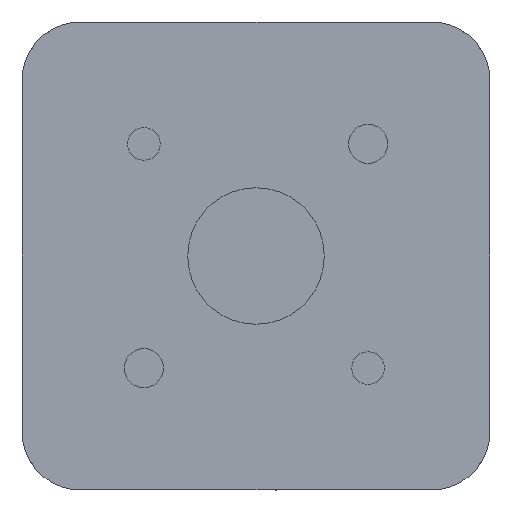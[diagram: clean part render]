
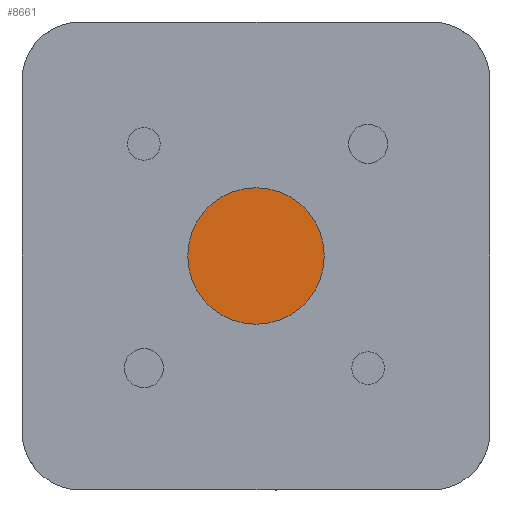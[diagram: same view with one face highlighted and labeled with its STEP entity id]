
A CAD part, left-side view. The second image highlights one B-rep face of the part: STEP entity #8661.
In plain terms, the highlighted face is planar.
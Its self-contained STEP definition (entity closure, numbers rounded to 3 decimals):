
#78 = VERTEX_POINT ( 'NONE', #7473 ) ;
#79 = VERTEX_POINT ( 'NONE', #7474 ) ;
#958 = EDGE_CURVE ( 'NONE', #79, #78, #11458, .T. ) ;
#986 = EDGE_CURVE ( 'NONE', #78, #79, #11494, .T. ) ;
#2005 = CARTESIAN_POINT ( 'NONE',  ( 12., 0., 0. ) ) ;
#2006 = DIRECTION ( 'NONE',  ( -1., 0., 0. ) ) ;
#2007 = DIRECTION ( 'NONE',  ( 0., 0., 1. ) ) ;
#2072 = CARTESIAN_POINT ( 'NONE',  ( 12., 0., 0. ) ) ;
#2079 = DIRECTION ( 'NONE',  ( -1., 0., 0. ) ) ;
#2080 = DIRECTION ( 'NONE',  ( 0., 0., 1. ) ) ;
#5510 = CARTESIAN_POINT ( 'NONE',  ( 12., 6.5, 0. ) ) ;
#5514 = PLANE ( 'NONE',  #6986 ) ;
#5521 = DIRECTION ( 'NONE',  ( -1., 0., 0. ) ) ;
#5522 = DIRECTION ( 'NONE',  ( 0., 0., 1. ) ) ;
#5656 = FACE_OUTER_BOUND ( 'NONE', #9994, .T. ) ;
#6571 = AXIS2_PLACEMENT_3D ( 'NONE', #2005, #2006, #2007 ) ;
#6589 = AXIS2_PLACEMENT_3D ( 'NONE', #2072, #2079, #2080 ) ;
#6986 = AXIS2_PLACEMENT_3D ( 'NONE', #5510, #5521, #5522 ) ;
#7473 = CARTESIAN_POINT ( 'NONE',  ( 12., 0., 14. ) ) ;
#7474 = CARTESIAN_POINT ( 'NONE',  ( 12., 0., -14. ) ) ;
#8661 = ADVANCED_FACE ( 'NONE', ( #5656 ), #5514, .F. ) ;
#9110 = ORIENTED_EDGE ( 'NONE', *, *, #986, .F. ) ;
#9111 = ORIENTED_EDGE ( 'NONE', *, *, #958, .F. ) ;
#9994 = EDGE_LOOP ( 'NONE', ( #9110, #9111 ) ) ;
#11458 = CIRCLE ( 'NONE', #6571, 14. ) ;
#11494 = CIRCLE ( 'NONE', #6589, 14. ) ;
